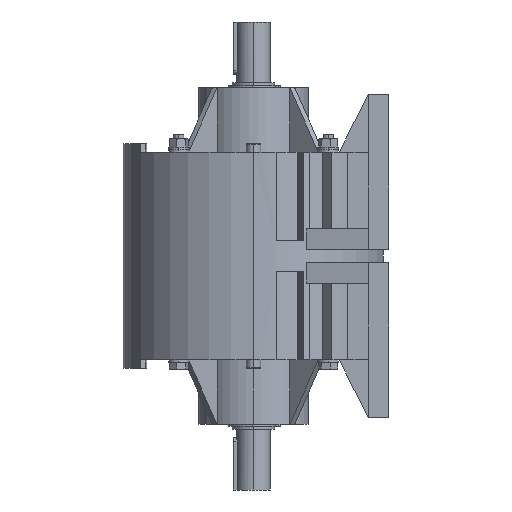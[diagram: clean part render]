
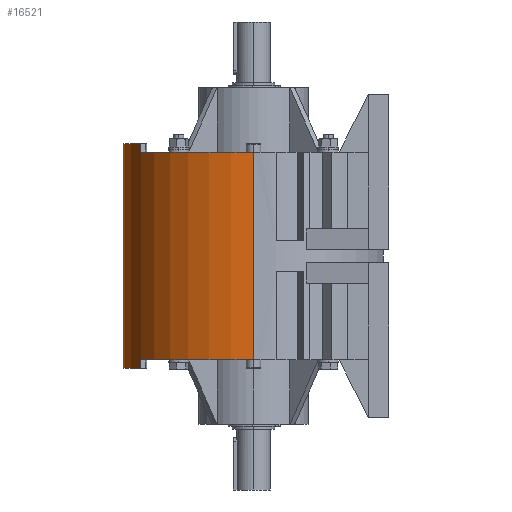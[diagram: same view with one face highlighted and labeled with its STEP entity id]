
A CAD part, left-side view. The second image highlights one B-rep face of the part: STEP entity #16521.
In plain terms, the highlighted cylindrical face has radius 77 mm (diameter 154 mm), a partial arc.
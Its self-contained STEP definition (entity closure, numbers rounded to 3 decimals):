
#6605 = VERTEX_POINT ( 'NONE', #9473 ) ;
#6688 = EDGE_CURVE ( 'NONE', #6825, #6690, #9385, .T. ) ;
#6690 = VERTEX_POINT ( 'NONE', #9619 ) ;
#6702 = CARTESIAN_POINT ( 'NONE',  ( -38.5, 66.684, 59.5 ) ) ;
#6703 = DIRECTION ( 'NONE',  ( 1., 0., 0. ) ) ;
#6704 = DIRECTION ( 'NONE',  ( 0., 0., -1. ) ) ;
#6705 = CARTESIAN_POINT ( 'NONE',  ( 0., 0., 59.5 ) ) ;
#6706 = AXIS2_PLACEMENT_3D ( 'NONE', #6705, #6704, #6703 ) ;
#6707 = CIRCLE ( 'NONE', #6706, 77. ) ;
#6763 = VERTEX_POINT ( 'NONE', #9587 ) ;
#6765 = EDGE_CURVE ( 'NONE', #6605, #6763, #9584, .T. ) ;
#6771 = ORIENTED_EDGE ( 'NONE', *, *, #6765, .T. ) ;
#6810 = ORIENTED_EDGE ( 'NONE', *, *, #6688, .T. ) ;
#6821 = ORIENTED_EDGE ( 'NONE', *, *, #6822, .T. ) ;
#6822 = EDGE_CURVE ( 'NONE', #6763, #6825, #9744, .T. ) ;
#6825 = VERTEX_POINT ( 'NONE', #9688 ) ;
#6837 = EDGE_CURVE ( 'NONE', #16218, #6605, #9756, .T. ) ;
#7633 = FACE_OUTER_BOUND ( 'NONE', #16674, .T. ) ;
#7640 = CARTESIAN_POINT ( 'NONE',  ( -77., 0., -63.5 ) ) ;
#7795 = DIRECTION ( 'NONE',  ( 1., 0., 0. ) ) ;
#7796 = CYLINDRICAL_SURFACE ( 'NONE', #7884, 77. ) ;
#7801 = CARTESIAN_POINT ( 'NONE',  ( 0., 0., -101.5 ) ) ;
#7804 = DIRECTION ( 'NONE',  ( 0., 0., 1. ) ) ;
#7884 = AXIS2_PLACEMENT_3D ( 'NONE', #7801, #7804, #7795 ) ;
#8244 = CARTESIAN_POINT ( 'NONE',  ( -77., 0., 59.5 ) ) ;
#8336 = DIRECTION ( 'NONE',  ( 0., 0., 1. ) ) ;
#8337 = VECTOR ( 'NONE', #8336, 1000. ) ;
#8338 = CARTESIAN_POINT ( 'NONE',  ( -77., 0., -101.5 ) ) ;
#8339 = LINE ( 'NONE', #8338, #8337 ) ;
#8392 = DIRECTION ( 'NONE',  ( 1., 0., 0. ) ) ;
#8393 = DIRECTION ( 'NONE',  ( 0., 0., 1. ) ) ;
#8394 = CARTESIAN_POINT ( 'NONE',  ( 0., 0., -63.5 ) ) ;
#8395 = AXIS2_PLACEMENT_3D ( 'NONE', #8394, #8393, #8392 ) ;
#8396 = CIRCLE ( 'NONE', #8395, 77. ) ;
#8578 = VERTEX_POINT ( 'NONE', #11497 ) ;
#8598 = VERTEX_POINT ( 'NONE', #11537 ) ;
#8601 = ORIENTED_EDGE ( 'NONE', *, *, #8624, .T. ) ;
#8602 = ORIENTED_EDGE ( 'NONE', *, *, #8669, .T. ) ;
#8616 = ORIENTED_EDGE ( 'NONE', *, *, #8671, .T. ) ;
#8624 = EDGE_CURVE ( 'NONE', #8627, #16683, #11516, .T. ) ;
#8626 = EDGE_CURVE ( 'NONE', #8631, #8627, #11631, .T. ) ;
#8627 = VERTEX_POINT ( 'NONE', #11630 ) ;
#8631 = VERTEX_POINT ( 'NONE', #11669 ) ;
#8639 = ORIENTED_EDGE ( 'NONE', *, *, #8645, .F. ) ;
#8641 = ORIENTED_EDGE ( 'NONE', *, *, #8626, .T. ) ;
#8645 = EDGE_CURVE ( 'NONE', #8578, #6690, #11711, .T. ) ;
#8653 = CARTESIAN_POINT ( 'NONE',  ( -38.5, 66.684, -63.5 ) ) ;
#8669 = EDGE_CURVE ( 'NONE', #8598, #8631, #11606, .T. ) ;
#8671 = EDGE_CURVE ( 'NONE', #8578, #8598, #11638, .T. ) ;
#9304 = CARTESIAN_POINT ( 'NONE',  ( 0., 0., 59.5 ) ) ;
#9307 = DIRECTION ( 'NONE',  ( 0., 0., -1. ) ) ;
#9319 = DIRECTION ( 'NONE',  ( 1., 0., 0. ) ) ;
#9384 = AXIS2_PLACEMENT_3D ( 'NONE', #9304, #9307, #9319 ) ;
#9385 = CIRCLE ( 'NONE', #9384, 77. ) ;
#9473 = CARTESIAN_POINT ( 'NONE',  ( -38.5, 66.684, 64.5 ) ) ;
#9580 = DIRECTION ( 'NONE',  ( 1., 0., 0. ) ) ;
#9581 = DIRECTION ( 'NONE',  ( 0., 0., -1. ) ) ;
#9582 = CARTESIAN_POINT ( 'NONE',  ( 0., 0., 64.5 ) ) ;
#9583 = AXIS2_PLACEMENT_3D ( 'NONE', #9582, #9581, #9580 ) ;
#9584 = CIRCLE ( 'NONE', #9583, 77. ) ;
#9587 = CARTESIAN_POINT ( 'NONE',  ( 38.5, 66.684, 64.5 ) ) ;
#9619 = CARTESIAN_POINT ( 'NONE',  ( 77., 0., 59.5 ) ) ;
#9672 = DIRECTION ( 'NONE',  ( 0., 0., 1. ) ) ;
#9688 = CARTESIAN_POINT ( 'NONE',  ( 38.5, 66.684, 59.5 ) ) ;
#9689 = DIRECTION ( 'NONE',  ( 0., 0., -1. ) ) ;
#9690 = VECTOR ( 'NONE', #9689, 1000. ) ;
#9691 = CARTESIAN_POINT ( 'NONE',  ( 38.5, 66.684, -101.5 ) ) ;
#9744 = LINE ( 'NONE', #9691, #9690 ) ;
#9754 = VECTOR ( 'NONE', #9672, 1000. ) ;
#9755 = CARTESIAN_POINT ( 'NONE',  ( -38.5, 66.684, -101.5 ) ) ;
#9756 = LINE ( 'NONE', #9755, #9754 ) ;
#11075 = DIRECTION ( 'NONE',  ( 0., 0., 1. ) ) ;
#11497 = CARTESIAN_POINT ( 'NONE',  ( 77., 0., -63.5 ) ) ;
#11514 = VECTOR ( 'NONE', #11075, 1000. ) ;
#11515 = CARTESIAN_POINT ( 'NONE',  ( -38.5, 66.684, -101.5 ) ) ;
#11516 = LINE ( 'NONE', #11515, #11514 ) ;
#11537 = CARTESIAN_POINT ( 'NONE',  ( 38.5, 66.684, -63.5 ) ) ;
#11595 = DIRECTION ( 'NONE',  ( 1., 0., 0. ) ) ;
#11596 = DIRECTION ( 'NONE',  ( 0., 0., 1. ) ) ;
#11602 = CARTESIAN_POINT ( 'NONE',  ( 0., 0., -68.5 ) ) ;
#11603 = DIRECTION ( 'NONE',  ( 0., 0., -1. ) ) ;
#11604 = VECTOR ( 'NONE', #11603, 1000. ) ;
#11605 = CARTESIAN_POINT ( 'NONE',  ( 38.5, 66.684, -101.5 ) ) ;
#11606 = LINE ( 'NONE', #11605, #11604 ) ;
#11610 = AXIS2_PLACEMENT_3D ( 'NONE', #11602, #11621, #11649 ) ;
#11621 = DIRECTION ( 'NONE',  ( 0., 0., 1. ) ) ;
#11630 = CARTESIAN_POINT ( 'NONE',  ( -38.5, 66.684, -68.5 ) ) ;
#11631 = CIRCLE ( 'NONE', #11610, 77. ) ;
#11638 = CIRCLE ( 'NONE', #11660, 77. ) ;
#11644 = DIRECTION ( 'NONE',  ( 0., 0., 1. ) ) ;
#11645 = VECTOR ( 'NONE', #11644, 1000. ) ;
#11646 = CARTESIAN_POINT ( 'NONE',  ( 77., 0., -101.5 ) ) ;
#11649 = DIRECTION ( 'NONE',  ( 1., 0., 0. ) ) ;
#11659 = CARTESIAN_POINT ( 'NONE',  ( 0., 0., -63.5 ) ) ;
#11660 = AXIS2_PLACEMENT_3D ( 'NONE', #11659, #11596, #11595 ) ;
#11669 = CARTESIAN_POINT ( 'NONE',  ( 38.5, 66.684, -68.5 ) ) ;
#11711 = LINE ( 'NONE', #11646, #11645 ) ;
#16215 = ORIENTED_EDGE ( 'NONE', *, *, #16217, .T. ) ;
#16216 = ORIENTED_EDGE ( 'NONE', *, *, #6837, .T. ) ;
#16217 = EDGE_CURVE ( 'NONE', #16673, #16218, #6707, .T. ) ;
#16218 = VERTEX_POINT ( 'NONE', #6702 ) ;
#16516 = ORIENTED_EDGE ( 'NONE', *, *, #16677, .T. ) ;
#16519 = VERTEX_POINT ( 'NONE', #7640 ) ;
#16521 = ADVANCED_FACE ( 'NONE', ( #7633 ), #7796, .T. ) ;
#16673 = VERTEX_POINT ( 'NONE', #8244 ) ;
#16674 = EDGE_LOOP ( 'NONE', ( #16676, #16516, #16215, #16216, #6771, #6821, #6810, #8639, #8616, #8602, #8641, #8601 ) ) ;
#16676 = ORIENTED_EDGE ( 'NONE', *, *, #16682, .T. ) ;
#16677 = EDGE_CURVE ( 'NONE', #16519, #16673, #8339, .T. ) ;
#16682 = EDGE_CURVE ( 'NONE', #16683, #16519, #8396, .T. ) ;
#16683 = VERTEX_POINT ( 'NONE', #8653 ) ;
